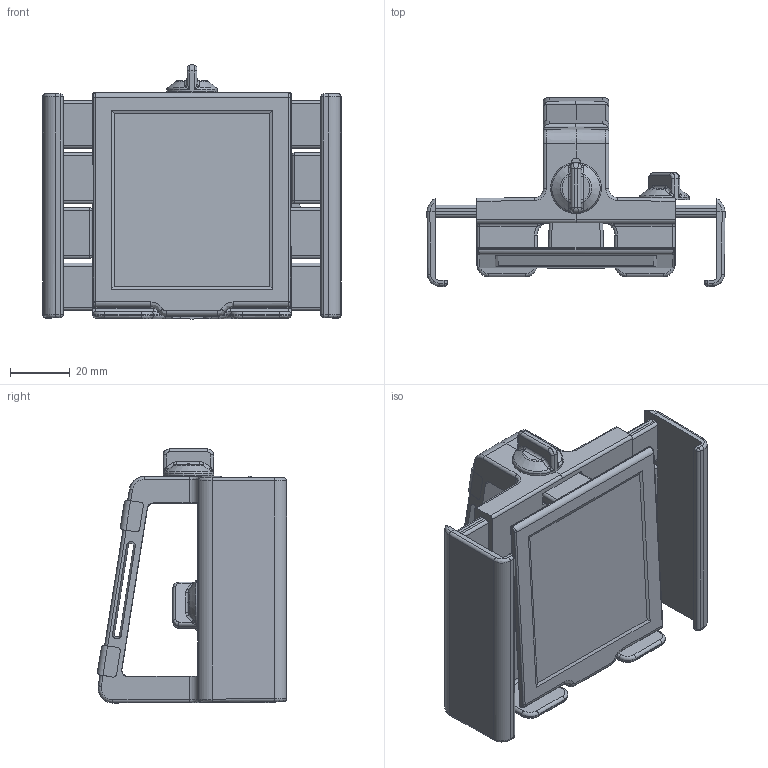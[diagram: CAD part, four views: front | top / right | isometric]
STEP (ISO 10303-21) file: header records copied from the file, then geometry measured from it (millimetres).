
FILE_DESCRIPTION(/* description */ (''),/* implementation_level */ '2;1');
FILE_NAME(/* name */ 'Phone Caddy Open.step',/* time_stamp */ '2021-10-06T17:07:07-07:00',/* author */ (''),/* organization */ (''),/* preprocessor_version */ 'ST-DEVELOPER v18.1',/* originating_system */ 'Autodesk Translation Framework v10.10.0.1391',/* authorisation */ '');
FILE_SCHEMA (('AUTOMOTIVE_DESIGN { 1 0 10303 214 3 1 1 }'));
Products named in the file (12): DFG-PC v6; Base; Rubber Pad; Gear; Face Plate; Nut; Wing; Wing_1; 90695A033 (1); Thumb Nut; Thumb Nut_1; 91280A104
Assembly tree (12 placements, depth 3):
  DFG-PC v6
    Base
    Rubber Pad
    Gear
    Face Plate
      Nut
    Wing
    Wing_1
      90695A033 (1)
    Thumb Nut
      91280A104
    Thumb Nut_1
      91280A104
Bounding box: 100 x 63.44 x 85.21 mm (x, y, z)
Volume: 68495.1 mm3; surface area: 69333 mm2
Topology: 13 solids, 13 shells, 1327 faces, 3474 edges, 2152 vertices
Faces by surface type: plane 537, cylinder 390, bspline 193, cone 147, torus 36, sphere 24
Full cylindrical faces by diameter (mm): 1.915 x3, 2.35 x24, 2.5 x3, 3 x30, 3.2 x2, 5.1 x1, 5.5 x1, 17 x2
Entity records: 54214 total; most frequent: CARTESIAN_POINT 24418, ORIENTED_EDGE 6430, DIRECTION 5874, EDGE_CURVE 3215, AXIS2_PLACEMENT_3D 2011, VERTEX_POINT 2003, LINE 1852, VECTOR 1852
